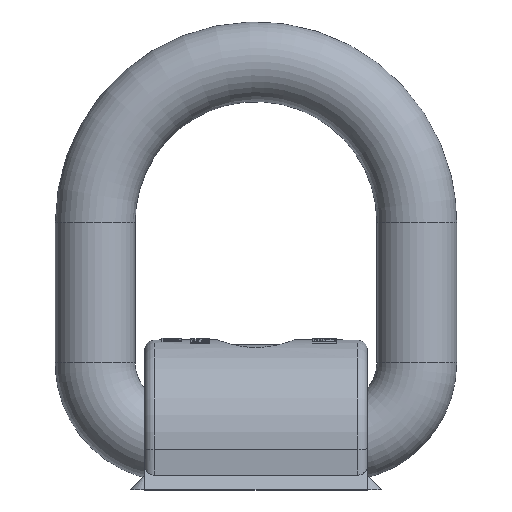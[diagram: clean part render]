
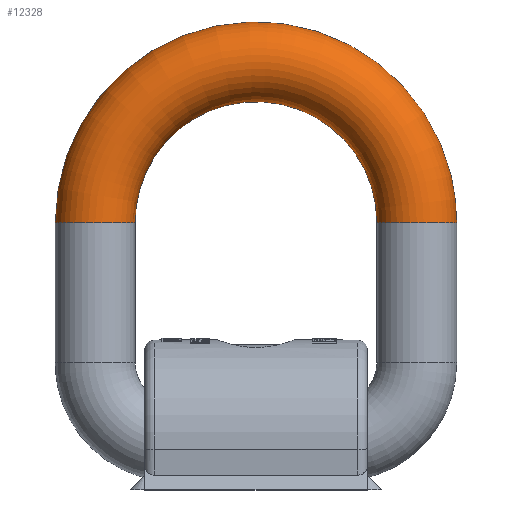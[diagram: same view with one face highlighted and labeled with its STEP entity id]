
A CAD part, top view. The second image highlights one B-rep face of the part: STEP entity #12328.
In plain terms, the highlighted toroidal (fillet/blend) face has major radius 33.25 mm and minor radius 8.25 mm.
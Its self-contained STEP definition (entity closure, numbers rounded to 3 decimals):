
#12067=CARTESIAN_POINT('',(-33.25,55.25,0.));
#12068=DIRECTION('',(0.,1.,0.));
#12069=DIRECTION('',(-1.,0.,0.));
#12070=AXIS2_PLACEMENT_3D('',#12067,#12068,#12069);
#12085=CARTESIAN_POINT('',(33.25,55.25,0.));
#12086=DIRECTION('',(0.,-1.,0.));
#12087=DIRECTION('',(1.,0.,0.));
#12088=AXIS2_PLACEMENT_3D('',#12085,#12086,#12087);
#12090=CARTESIAN_POINT('',(25.,55.25,0.));
#12091=CARTESIAN_POINT('',(25.,56.559,0.));
#12092=CARTESIAN_POINT('',(24.794,59.177,
0.));
#12093=CARTESIAN_POINT('',(23.874,63.007,
0.));
#12094=CARTESIAN_POINT('',(22.367,66.647,
0.));
#12095=CARTESIAN_POINT('',(20.309,70.005,
0.));
#12096=CARTESIAN_POINT('',(17.751,73.001,
0.));
#12097=CARTESIAN_POINT('',(14.755,75.559,
0.));
#12098=CARTESIAN_POINT('',(11.397,77.617,
0.));
#12099=CARTESIAN_POINT('',(7.757,79.124,
0.));
#12100=CARTESIAN_POINT('',(3.927,80.044,
0.));
#12101=CARTESIAN_POINT('',(0.,80.353,
0.));
#12102=CARTESIAN_POINT('',(-3.927,80.044,
0.));
#12103=CARTESIAN_POINT('',(-7.757,79.124,
0.));
#12104=CARTESIAN_POINT('',(-11.397,77.617,
0.));
#12105=CARTESIAN_POINT('',(-14.755,75.559,
0.));
#12106=CARTESIAN_POINT('',(-17.751,73.001,
0.));
#12107=CARTESIAN_POINT('',(-20.309,70.005,
0.));
#12108=CARTESIAN_POINT('',(-22.367,66.647,
0.));
#12109=CARTESIAN_POINT('',(-23.874,63.007,
0.));
#12110=CARTESIAN_POINT('',(-24.794,59.177,
0.));
#12111=CARTESIAN_POINT('',(-25.,56.559,0.));
#12112=CARTESIAN_POINT('',(-25.,55.25,0.));
#12114=CARTESIAN_POINT('',(-41.5,55.25,0.));
#12115=CARTESIAN_POINT('',(-41.5,57.225,0.));
#12116=CARTESIAN_POINT('',(-41.217,61.176,
0.));
#12117=CARTESIAN_POINT('',(-39.955,66.982,
0.));
#12118=CARTESIAN_POINT('',(-37.878,72.548,
0.));
#12119=CARTESIAN_POINT('',(-35.031,77.763,
0.));
#12120=CARTESIAN_POINT('',(-31.47,82.519,0.));
#12121=CARTESIAN_POINT('',(-27.269,86.72,0.));
#12122=CARTESIAN_POINT('',(-22.513,90.281,0.));
#12123=CARTESIAN_POINT('',(-17.298,93.128,0.));
#12124=CARTESIAN_POINT('',(-11.732,95.205,0.));
#12125=CARTESIAN_POINT('',(-5.926,96.467,0.));
#12126=CARTESIAN_POINT('',(0.,96.891,0.));
#12127=CARTESIAN_POINT('',(5.926,96.467,0.));
#12128=CARTESIAN_POINT('',(11.732,95.205,0.));
#12129=CARTESIAN_POINT('',(17.298,93.128,0.));
#12130=CARTESIAN_POINT('',(22.513,90.281,0.));
#12131=CARTESIAN_POINT('',(27.269,86.72,0.));
#12132=CARTESIAN_POINT('',(31.47,82.519,0.));
#12133=CARTESIAN_POINT('',(35.031,77.763,
0.));
#12134=CARTESIAN_POINT('',(37.878,72.548,
0.));
#12135=CARTESIAN_POINT('',(39.955,66.982,
0.));
#12136=CARTESIAN_POINT('',(41.217,61.176,
0.));
#12137=CARTESIAN_POINT('',(41.5,57.225,0.));
#12138=CARTESIAN_POINT('',(41.5,55.25,0.));
#12153=CARTESIAN_POINT('',(-25.,55.25,0.));
#12155=VERTEX_POINT('',#12153);
#12158=CARTESIAN_POINT('',(-41.5,55.25,0.));
#12160=VERTEX_POINT('',#12158);
#12161=VERTEX_POINT('',#12090);
#12162=VERTEX_POINT('',#12138);
#12316=CARTESIAN_POINT('',(0.,55.25,0.));
#12317=DIRECTION('',(0.,0.,1.));
#12318=DIRECTION('',(-1.,0.,0.));
#12319=AXIS2_PLACEMENT_3D('',#12316,#12317,#12318);
#12320=TOROIDAL_SURFACE('',#12319,33.25,8.25);
#12322=ORIENTED_EDGE('',*,*,#12321,.T.);
#12323=ORIENTED_EDGE('',*,*,#12229,.T.);
#12324=ORIENTED_EDGE('',*,*,#12308,.F.);
#12325=ORIENTED_EDGE('',*,*,#12226,.T.);
#12326=EDGE_LOOP('',(#12322,#12323,#12324,#12325));
#12327=FACE_OUTER_BOUND('',#12326,.F.);
#12328=ADVANCED_FACE('',(#12327),#12320,.T.);
#12071=CIRCLE('',#12070,8.25);
#12089=CIRCLE('',#12088,8.25);
#12113=B_SPLINE_CURVE_WITH_KNOTS('',3,(#12090,#12091,#12092,#12093,#12094,
#12095,#12096,#12097,#12098,#12099,#12100,#12101,#12102,#12103,#12104,#12105,
#12106,#12107,#12108,#12109,#12110,#12111,#12112),.UNSPECIFIED.,.F.,.F.,(4,1,1,
1,1,1,1,1,1,1,1,1,1,1,1,1,1,1,1,1,4),(0.,0.05,0.1,0.15,0.2,0.25,
0.3,0.35,0.4,0.45,0.5,0.55,0.6,0.65,0.7,0.75,0.8,0.85,
0.9,0.95,1.),.UNSPECIFIED.);
#12139=B_SPLINE_CURVE_WITH_KNOTS('',3,(#12114,#12115,#12116,#12117,#12118,
#12119,#12120,#12121,#12122,#12123,#12124,#12125,#12126,#12127,#12128,#12129,
#12130,#12131,#12132,#12133,#12134,#12135,#12136,#12137,#12138),.UNSPECIFIED.,
.F.,.F.,(4,1,1,1,1,1,1,1,1,1,1,1,1,1,1,1,1,1,1,1,1,1,4),(0.,0.045,
0.091,0.136,0.182,0.227,
0.273,0.318,0.364,0.409,
0.455,0.5,0.545,0.591,0.636,
0.682,0.727,0.773,0.818,
0.864,0.909,0.955,1.),.UNSPECIFIED.);
#12226=EDGE_CURVE('',#12160,#12162,#12139,.T.);
#12229=EDGE_CURVE('',#12161,#12155,#12113,.T.);
#12308=EDGE_CURVE('',#12160,#12155,#12071,.T.);
#12321=EDGE_CURVE('',#12162,#12161,#12089,.T.);
